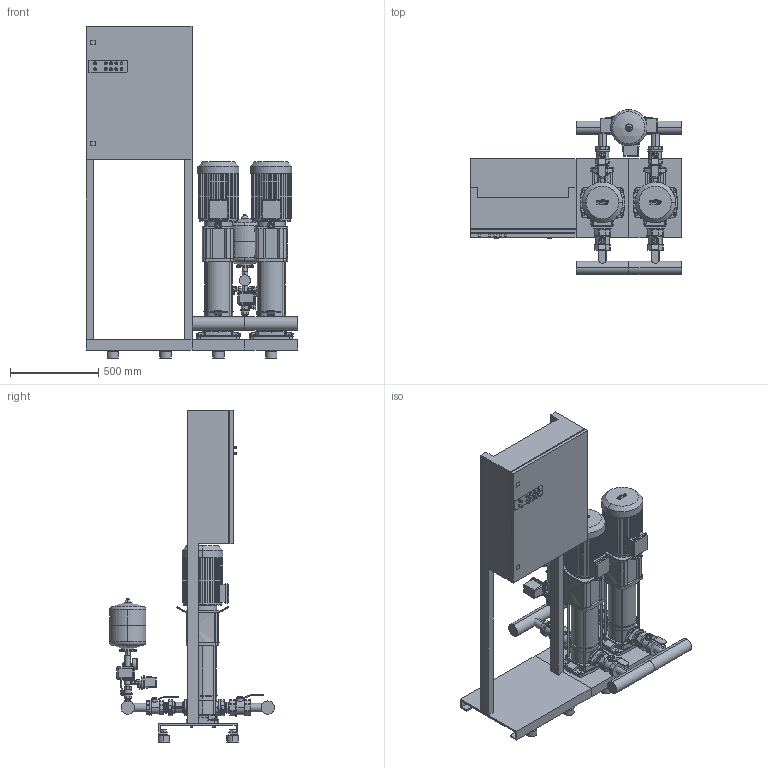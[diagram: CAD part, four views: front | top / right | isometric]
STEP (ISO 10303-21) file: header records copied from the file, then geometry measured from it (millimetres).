
FILE_DESCRIPTION((''),'2;1');
FILE_NAME('3d_FLA-2HELIXV1606_K-01PN10-2534360.stp','2013-07-05T14:24:50',(''),(''),'Mechanical Desktop 2009','Mechanical Desktop 2009',', , ');
FILE_SCHEMA(('CONFIG_CONTROL_DESIGN'));
Length unit declared in the file: millimetre
Products named in the file (1): Product
Bounding box: 1200 x 936.05 x 1885 mm (x, y, z)
Volume: 184155358.3 mm3; surface area: 8227859 mm2
Topology: 123 solids, 123 shells, 3277 faces, 8083 edges, 5212 vertices
Faces by surface type: plane 1232, bspline 1149, cylinder 641, cone 155, torus 90, sphere 10
Entity records: 107255 total; most frequent: CARTESIAN_POINT 31491, ORIENTED_EDGE 16166, DIRECTION 14819, EDGE_CURVE 8083, VERTEX_POINT 5208, AXIS2_PLACEMENT_3D 4994, VECTOR 4831, LINE 4831
